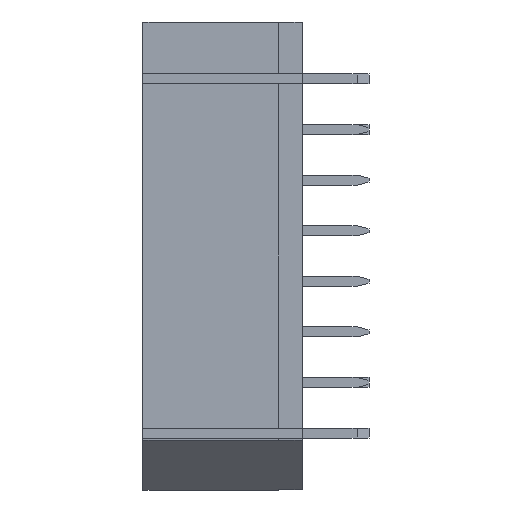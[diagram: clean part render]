
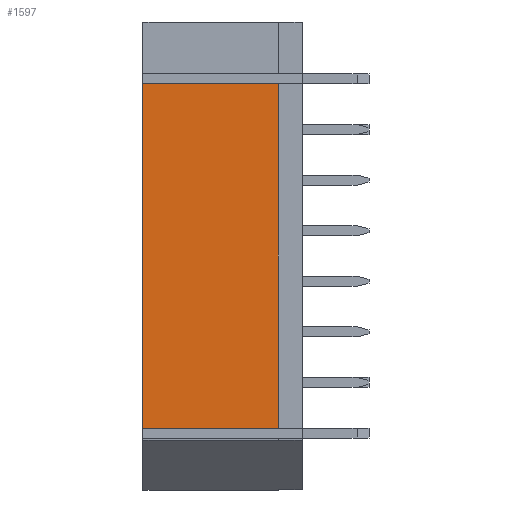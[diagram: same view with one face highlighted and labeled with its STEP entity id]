
A CAD part, left-side view. The second image highlights one B-rep face of the part: STEP entity #1597.
In plain terms, the highlighted planar face has unit normal (-1, 0, 0).
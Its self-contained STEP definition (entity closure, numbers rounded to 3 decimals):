
#1597=ADVANCED_FACE('NONE',(#3272),#3273,.F.);
#3272=FACE_OUTER_BOUND('',#5301,.T.);
#3273=PLANE('',#5302);
#5301=EDGE_LOOP('',(#11617,#11618,#11619,#11620));
#5302=AXIS2_PLACEMENT_3D('',#11621,#11622,#11623);
#11617=ORIENTED_EDGE('',*,*,#16593,.F.);
#11618=ORIENTED_EDGE('',*,*,#16594,.F.);
#11619=ORIENTED_EDGE('',*,*,#16595,.T.);
#11620=ORIENTED_EDGE('',*,*,#16381,.F.);
#11621=CARTESIAN_POINT('',(-11.75,8.0,11.75));
#11622=DIRECTION('',(1.0,-0.0,0.0));
#11623=DIRECTION('',(0.0,1.0,0.0));
#16381=EDGE_CURVE('NONE',#20489,#20491,#20492,.T.);
#16593=EDGE_CURVE('NONE',#20909,#20489,#20910,.T.);
#16594=EDGE_CURVE('NONE',#20911,#20909,#20912,.T.);
#16595=EDGE_CURVE('NONE',#20911,#20491,#20913,.T.);
#20489=VERTEX_POINT('NONE',#26521);
#20491=VERTEX_POINT('NONE',#26524);
#20492=LINE('',#26525,#26526);
#20909=VERTEX_POINT('NONE',#27154);
#20910=LINE('',#27155,#27156);
#20911=VERTEX_POINT('NONE',#27157);
#20912=LINE('',#27158,#27159);
#20913=LINE('',#27160,#27161);
#26521=CARTESIAN_POINT('',(-11.75,8.0,-8.64));
#26524=CARTESIAN_POINT('',(-11.75,8.,8.64));
#26525=CARTESIAN_POINT('',(-11.75,8.0,11.75));
#26526=VECTOR('',#31573,1000.0);
#27154=CARTESIAN_POINT('',(-11.75,1.2,-8.64));
#27155=CARTESIAN_POINT('',(-11.75,0.,-8.64));
#27156=VECTOR('',#31785,1000.0);
#27157=CARTESIAN_POINT('',(-11.75,1.2,8.64));
#27158=CARTESIAN_POINT('',(-11.75,1.2,-11.75));
#27159=VECTOR('',#31786,1000.0);
#27160=CARTESIAN_POINT('',(-11.75,0.,8.64));
#27161=VECTOR('',#31787,1000.0);
#31573=DIRECTION('',(-0.0,-0.0,1.0));
#31785=DIRECTION('',(0.,1.0,0.));
#31786=DIRECTION('',(0.,0.,-1.0));
#31787=DIRECTION('',(0.,1.0,0.));
